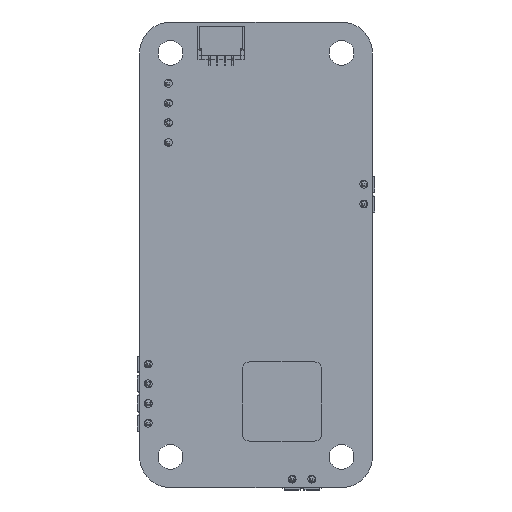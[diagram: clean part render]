
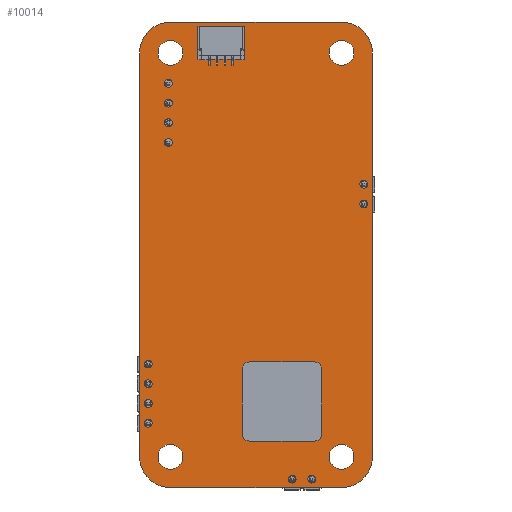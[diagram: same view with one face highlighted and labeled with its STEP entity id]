
A CAD part, top view. The second image highlights one B-rep face of the part: STEP entity #10014.
In plain terms, the highlighted planar face has unit normal (0, 0, 1).
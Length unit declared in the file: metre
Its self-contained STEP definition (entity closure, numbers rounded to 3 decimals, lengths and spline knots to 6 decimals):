
#12=CIRCLE('',#11427,0.004);
#14=CIRCLE('',#11431,0.004);
#16=CIRCLE('',#11435,0.004);
#18=CIRCLE('',#11439,0.004);
#19=CIRCLE('',#11441,0.000508);
#20=CIRCLE('',#11442,0.000508);
#21=CIRCLE('',#11443,0.000508);
#22=CIRCLE('',#11444,0.000508);
#23=CIRCLE('',#11445,0.000508);
#24=CIRCLE('',#11446,0.000508);
#25=CIRCLE('',#11447,0.000508);
#26=CIRCLE('',#11448,0.000508);
#27=CIRCLE('',#11449,0.000508);
#28=CIRCLE('',#11450,0.000508);
#29=CIRCLE('',#11451,0.000508);
#30=CIRCLE('',#11452,0.000508);
#31=CIRCLE('',#11453,0.0016);
#32=CIRCLE('',#11454,0.0016);
#33=CIRCLE('',#11455,0.0016);
#34=CIRCLE('',#11456,0.0016);
#1763=ORIENTED_EDGE('',*,*,#3867,.T.);
#1764=ORIENTED_EDGE('',*,*,#3868,.T.);
#1765=ORIENTED_EDGE('',*,*,#3869,.T.);
#1766=ORIENTED_EDGE('',*,*,#3870,.T.);
#1767=ORIENTED_EDGE('',*,*,#3871,.T.);
#1768=ORIENTED_EDGE('',*,*,#3872,.T.);
#1769=ORIENTED_EDGE('',*,*,#3873,.T.);
#1770=ORIENTED_EDGE('',*,*,#3874,.T.);
#1771=ORIENTED_EDGE('',*,*,#3875,.T.);
#1772=ORIENTED_EDGE('',*,*,#3876,.T.);
#1773=ORIENTED_EDGE('',*,*,#3877,.T.);
#1774=ORIENTED_EDGE('',*,*,#3878,.T.);
#1775=ORIENTED_EDGE('',*,*,#3879,.T.);
#1776=ORIENTED_EDGE('',*,*,#3880,.T.);
#1777=ORIENTED_EDGE('',*,*,#3881,.T.);
#1778=ORIENTED_EDGE('',*,*,#3882,.T.);
#1779=ORIENTED_EDGE('',*,*,#3845,.F.);
#1780=ORIENTED_EDGE('',*,*,#3849,.T.);
#1781=ORIENTED_EDGE('',*,*,#3852,.F.);
#1782=ORIENTED_EDGE('',*,*,#3855,.T.);
#1783=ORIENTED_EDGE('',*,*,#3858,.T.);
#1784=ORIENTED_EDGE('',*,*,#3861,.T.);
#1785=ORIENTED_EDGE('',*,*,#3864,.T.);
#1786=ORIENTED_EDGE('',*,*,#3866,.T.);
#3845=EDGE_CURVE('',#4969,#4970,#6123,.T.);
#3849=EDGE_CURVE('',#4969,#4972,#12,.T.);
#3852=EDGE_CURVE('',#4974,#4972,#6128,.T.);
#3855=EDGE_CURVE('',#4974,#4976,#14,.T.);
#3858=EDGE_CURVE('',#4976,#4978,#6132,.T.);
#3861=EDGE_CURVE('',#4978,#4980,#16,.T.);
#3864=EDGE_CURVE('',#4980,#4982,#6136,.T.);
#3866=EDGE_CURVE('',#4982,#4970,#18,.T.);
#3867=EDGE_CURVE('',#4983,#4983,#19,.T.);
#3868=EDGE_CURVE('',#4984,#4984,#20,.T.);
#3869=EDGE_CURVE('',#4985,#4985,#21,.T.);
#3870=EDGE_CURVE('',#4986,#4986,#22,.T.);
#3871=EDGE_CURVE('',#4987,#4987,#23,.T.);
#3872=EDGE_CURVE('',#4988,#4988,#24,.T.);
#3873=EDGE_CURVE('',#4989,#4989,#25,.T.);
#3874=EDGE_CURVE('',#4990,#4990,#26,.T.);
#3875=EDGE_CURVE('',#4991,#4991,#27,.T.);
#3876=EDGE_CURVE('',#4992,#4992,#28,.T.);
#3877=EDGE_CURVE('',#4993,#4993,#29,.T.);
#3878=EDGE_CURVE('',#4994,#4994,#30,.T.);
#3879=EDGE_CURVE('',#4995,#4995,#31,.F.);
#3880=EDGE_CURVE('',#4996,#4996,#32,.F.);
#3881=EDGE_CURVE('',#4997,#4997,#33,.F.);
#3882=EDGE_CURVE('',#4998,#4998,#34,.F.);
#4969=VERTEX_POINT('',#15841);
#4970=VERTEX_POINT('',#15843);
#4972=VERTEX_POINT('',#15849);
#4974=VERTEX_POINT('',#15855);
#4976=VERTEX_POINT('',#15861);
#4978=VERTEX_POINT('',#15867);
#4980=VERTEX_POINT('',#15873);
#4982=VERTEX_POINT('',#15879);
#4983=VERTEX_POINT('',#15886);
#4984=VERTEX_POINT('',#15888);
#4985=VERTEX_POINT('',#15890);
#4986=VERTEX_POINT('',#15892);
#4987=VERTEX_POINT('',#15894);
#4988=VERTEX_POINT('',#15896);
#4989=VERTEX_POINT('',#15898);
#4990=VERTEX_POINT('',#15900);
#4991=VERTEX_POINT('',#15902);
#4992=VERTEX_POINT('',#15904);
#4993=VERTEX_POINT('',#15906);
#4994=VERTEX_POINT('',#15908);
#4995=VERTEX_POINT('',#15910);
#4996=VERTEX_POINT('',#15912);
#4997=VERTEX_POINT('',#15914);
#4998=VERTEX_POINT('',#15916);
#6123=LINE('',#15842,#7383);
#6128=LINE('',#15856,#7388);
#6132=LINE('',#15868,#7392);
#6136=LINE('',#15880,#7396);
#7383=VECTOR('',#13079,1.);
#7388=VECTOR('',#13092,1.);
#7392=VECTOR('',#13104,1.);
#7396=VECTOR('',#13116,1.);
#8293=EDGE_LOOP('',(#1763));
#8294=EDGE_LOOP('',(#1764));
#8295=EDGE_LOOP('',(#1765));
#8296=EDGE_LOOP('',(#1766));
#8297=EDGE_LOOP('',(#1767));
#8298=EDGE_LOOP('',(#1768));
#8299=EDGE_LOOP('',(#1769));
#8300=EDGE_LOOP('',(#1770));
#8301=EDGE_LOOP('',(#1771));
#8302=EDGE_LOOP('',(#1772));
#8303=EDGE_LOOP('',(#1773));
#8304=EDGE_LOOP('',(#1774));
#8305=EDGE_LOOP('',(#1775));
#8306=EDGE_LOOP('',(#1776));
#8307=EDGE_LOOP('',(#1777));
#8308=EDGE_LOOP('',(#1778));
#8309=EDGE_LOOP('',(#1779,#1780,#1781,#1782,#1783,#1784,#1785,#1786));
#8919=FACE_BOUND('',#8293,.T.);
#8920=FACE_BOUND('',#8294,.T.);
#8921=FACE_BOUND('',#8295,.T.);
#8922=FACE_BOUND('',#8296,.T.);
#8923=FACE_BOUND('',#8297,.T.);
#8924=FACE_BOUND('',#8298,.T.);
#8925=FACE_BOUND('',#8299,.T.);
#8926=FACE_BOUND('',#8300,.T.);
#8927=FACE_BOUND('',#8301,.T.);
#8928=FACE_BOUND('',#8302,.T.);
#8929=FACE_BOUND('',#8303,.T.);
#8930=FACE_BOUND('',#8304,.T.);
#8931=FACE_BOUND('',#8305,.T.);
#8932=FACE_BOUND('',#8306,.T.);
#8933=FACE_BOUND('',#8307,.T.);
#8934=FACE_BOUND('',#8308,.T.);
#8935=FACE_BOUND('',#8309,.T.);
#9521=PLANE('',#11440);
#10014=ADVANCED_FACE('',(#8919,#8920,#8921,#8922,#8923,#8924,#8925,#8926,
#8927,#8928,#8929,#8930,#8931,#8932,#8933,#8934,#8935),#9521,.T.);
#11427=AXIS2_PLACEMENT_3D('',#15850,#13086,#13087);
#11431=AXIS2_PLACEMENT_3D('',#15862,#13098,#13099);
#11435=AXIS2_PLACEMENT_3D('',#15874,#13110,#13111);
#11439=AXIS2_PLACEMENT_3D('',#15883,#13121,#13122);
#11440=AXIS2_PLACEMENT_3D('',#15884,#13123,#13124);
#11441=AXIS2_PLACEMENT_3D('',#15885,#13125,#13126);
#11442=AXIS2_PLACEMENT_3D('',#15887,#13127,#13128);
#11443=AXIS2_PLACEMENT_3D('',#15889,#13129,#13130);
#11444=AXIS2_PLACEMENT_3D('',#15891,#13131,#13132);
#11445=AXIS2_PLACEMENT_3D('',#15893,#13133,#13134);
#11446=AXIS2_PLACEMENT_3D('',#15895,#13135,#13136);
#11447=AXIS2_PLACEMENT_3D('',#15897,#13137,#13138);
#11448=AXIS2_PLACEMENT_3D('',#15899,#13139,#13140);
#11449=AXIS2_PLACEMENT_3D('',#15901,#13141,#13142);
#11450=AXIS2_PLACEMENT_3D('',#15903,#13143,#13144);
#11451=AXIS2_PLACEMENT_3D('',#15905,#13145,#13146);
#11452=AXIS2_PLACEMENT_3D('',#15907,#13147,#13148);
#11453=AXIS2_PLACEMENT_3D('',#15909,#13149,#13150);
#11454=AXIS2_PLACEMENT_3D('',#15911,#13151,#13152);
#11455=AXIS2_PLACEMENT_3D('',#15913,#13153,#13154);
#11456=AXIS2_PLACEMENT_3D('',#15915,#13155,#13156);
#13079=DIRECTION('',(0.,1.,0.));
#13086=DIRECTION('',(0.,0.,1.));
#13087=DIRECTION('',(1.,0.,0.));
#13092=DIRECTION('',(-1.,0.,0.));
#13098=DIRECTION('',(0.,0.,1.));
#13099=DIRECTION('',(1.,0.,0.));
#13104=DIRECTION('',(0.,1.,0.));
#13110=DIRECTION('',(0.,0.,1.));
#13111=DIRECTION('',(1.,0.,0.));
#13116=DIRECTION('',(-1.,0.,0.));
#13121=DIRECTION('',(0.,0.,1.));
#13122=DIRECTION('',(1.,0.,0.));
#13123=DIRECTION('',(0.,0.,1.));
#13124=DIRECTION('',(1.,0.,0.));
#13125=DIRECTION('',(0.,0.,-1.));
#13126=DIRECTION('',(-1.,0.,0.));
#13127=DIRECTION('',(0.,0.,-1.));
#13128=DIRECTION('',(-1.,0.,0.));
#13129=DIRECTION('',(0.,0.,-1.));
#13130=DIRECTION('',(-1.,0.,0.));
#13131=DIRECTION('',(0.,0.,-1.));
#13132=DIRECTION('',(-1.,0.,0.));
#13133=DIRECTION('',(0.,0.,-1.));
#13134=DIRECTION('',(-1.,0.,0.));
#13135=DIRECTION('',(0.,0.,-1.));
#13136=DIRECTION('',(-1.,0.,0.));
#13137=DIRECTION('',(0.,0.,-1.));
#13138=DIRECTION('',(-1.,0.,0.));
#13139=DIRECTION('',(0.,0.,-1.));
#13140=DIRECTION('',(-1.,0.,0.));
#13141=DIRECTION('',(0.,0.,-1.));
#13142=DIRECTION('',(-1.,0.,0.));
#13143=DIRECTION('',(0.,0.,-1.));
#13144=DIRECTION('',(-1.,0.,0.));
#13145=DIRECTION('',(0.,0.,-1.));
#13146=DIRECTION('',(-1.,0.,0.));
#13147=DIRECTION('',(0.,0.,-1.));
#13148=DIRECTION('',(-1.,0.,0.));
#13149=DIRECTION('',(0.,0.,1.));
#13150=DIRECTION('',(1.,0.,0.));
#13151=DIRECTION('',(0.,0.,1.));
#13152=DIRECTION('',(1.,0.,0.));
#13153=DIRECTION('',(0.,0.,1.));
#13154=DIRECTION('',(1.,0.,0.));
#13155=DIRECTION('',(0.,0.,1.));
#13156=DIRECTION('',(1.,0.,0.));
#15841=CARTESIAN_POINT('',(-0.03,-0.011,0.0016));
#15842=CARTESIAN_POINT('',(-0.03,0.,0.0016));
#15843=CARTESIAN_POINT('',(-0.03,0.011,0.0016));
#15849=CARTESIAN_POINT('',(-0.026,-0.015,0.0016));
#15850=CARTESIAN_POINT('',(-0.026,-0.011,0.0016));
#15855=CARTESIAN_POINT('',(0.026,-0.015,0.0016));
#15856=CARTESIAN_POINT('',(0.,-0.015,0.0016));
#15861=CARTESIAN_POINT('',(0.03,-0.011,0.0016));
#15862=CARTESIAN_POINT('',(0.026,-0.011,0.0016));
#15867=CARTESIAN_POINT('',(0.03,0.011,0.0016));
#15868=CARTESIAN_POINT('',(0.03,0.,0.0016));
#15873=CARTESIAN_POINT('',(0.026,0.015,0.0016));
#15874=CARTESIAN_POINT('',(0.026,0.011,0.0016));
#15879=CARTESIAN_POINT('',(-0.026,0.015,0.0016));
#15880=CARTESIAN_POINT('',(0.,0.015,0.0016));
#15883=CARTESIAN_POINT('',(-0.026,0.011,0.0016));
#15884=CARTESIAN_POINT('',(0.,0.,0.0016));
#15885=CARTESIAN_POINT('',(-0.022092,-0.011292,0.0016));
#15886=CARTESIAN_POINT('',(-0.0226,-0.011292,0.0016));
#15887=CARTESIAN_POINT('',(-0.019552,-0.011292,0.0016));
#15888=CARTESIAN_POINT('',(-0.02006,-0.011292,0.0016));
#15889=CARTESIAN_POINT('',(-0.017012,-0.011292,0.0016));
#15890=CARTESIAN_POINT('',(-0.01752,-0.011292,0.0016));
#15891=CARTESIAN_POINT('',(-0.006552,0.013892,0.0016));
#15892=CARTESIAN_POINT('',(-0.00706,0.013892,0.0016));
#15893=CARTESIAN_POINT('',(0.028892,0.007192,0.0016));
#15894=CARTESIAN_POINT('',(0.028384,0.007192,0.0016));
#15895=CARTESIAN_POINT('',(0.028892,0.004652,0.0016));
#15896=CARTESIAN_POINT('',(0.028384,0.004652,0.0016));
#15897=CARTESIAN_POINT('',(0.021692,-0.013892,0.0016));
#15898=CARTESIAN_POINT('',(0.021184,-0.013892,0.0016));
#15899=CARTESIAN_POINT('',(0.019152,-0.013892,0.0016));
#15900=CARTESIAN_POINT('',(0.018644,-0.013892,0.0016));
#15901=CARTESIAN_POINT('',(0.016612,-0.013892,0.0016));
#15902=CARTESIAN_POINT('',(0.016104,-0.013892,0.0016));
#15903=CARTESIAN_POINT('',(0.014072,-0.013892,0.0016));
#15904=CARTESIAN_POINT('',(0.013564,-0.013892,0.0016));
#15905=CARTESIAN_POINT('',(-0.014472,-0.011292,0.0016));
#15906=CARTESIAN_POINT('',(-0.01498,-0.011292,0.0016));
#15907=CARTESIAN_POINT('',(-0.009092,0.013892,0.0016));
#15908=CARTESIAN_POINT('',(-0.0096,0.013892,0.0016));
#15909=CARTESIAN_POINT('',(0.026025,0.011025,0.0016));
#15910=CARTESIAN_POINT('',(0.027625,0.011025,0.0016));
#15911=CARTESIAN_POINT('',(0.026025,-0.011025,0.0016));
#15912=CARTESIAN_POINT('',(0.027625,-0.011025,0.0016));
#15913=CARTESIAN_POINT('',(-0.026025,-0.011025,0.0016));
#15914=CARTESIAN_POINT('',(-0.024425,-0.011025,0.0016));
#15915=CARTESIAN_POINT('',(-0.026025,0.011025,0.0016));
#15916=CARTESIAN_POINT('',(-0.024425,0.011025,0.0016));
